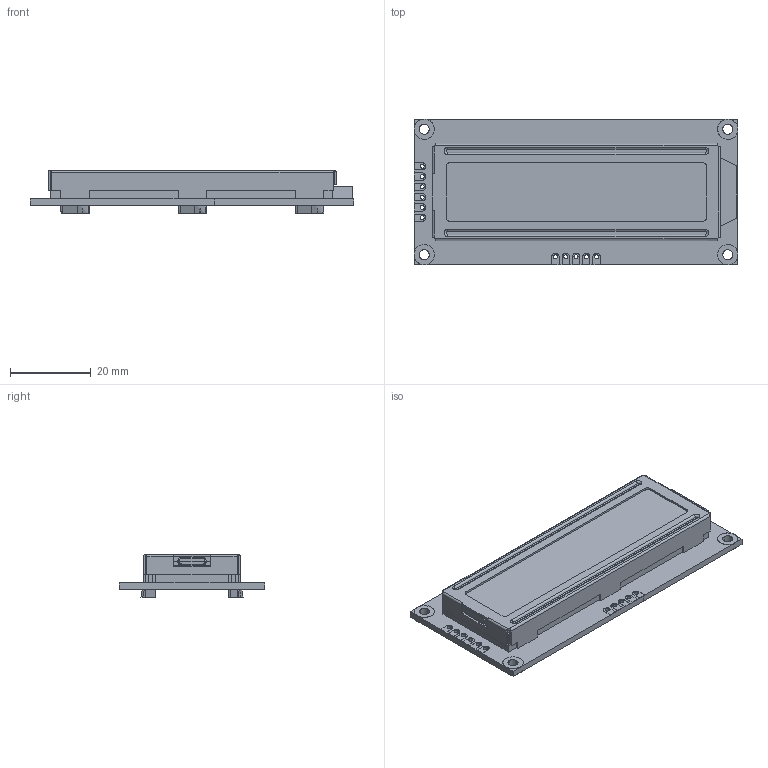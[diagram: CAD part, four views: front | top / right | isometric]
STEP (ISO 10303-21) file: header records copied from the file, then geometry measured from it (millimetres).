
FILE_DESCRIPTION(/* description */ (''),/* implementation_level */ '2;1');
FILE_NAME(/* name */ 'RS11602-00',/* time_stamp */ '2019-04-16T16:01:40+02:00',/* author */ (''),/* organization */ (''),/* preprocessor_version */ 'ST-DEVELOPER v16.5',/* originating_system */ '',/* authorisation */ '');
FILE_SCHEMA (('AUTOMOTIVE_DESIGN'));
Length unit declared in the file: millimetre
Products named in the file (1): Document
Bounding box: 80 x 36 x 10.6 mm (x, y, z)
Volume: 7700 mm3; surface area: 21540.4 mm2
Topology: 4 solids, 40 shells, 331 faces, 987 edges, 708 vertices
Faces by surface type: plane 221, bspline 110
Entity records: 11794 total; most frequent: CARTESIAN_POINT 5438, ORIENTED_EDGE 1682, EDGE_CURVE 987, B_SPLINE_CURVE_WITH_KNOTS 751, VERTEX_POINT 708, EDGE_LOOP 371, ADVANCED_FACE 331, FACE_OUTER_BOUND 331
